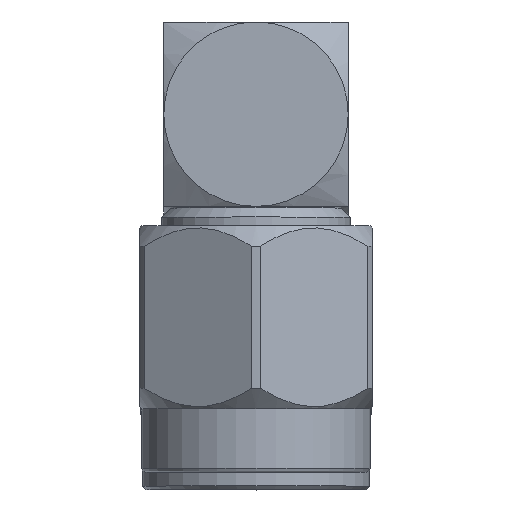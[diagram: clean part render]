
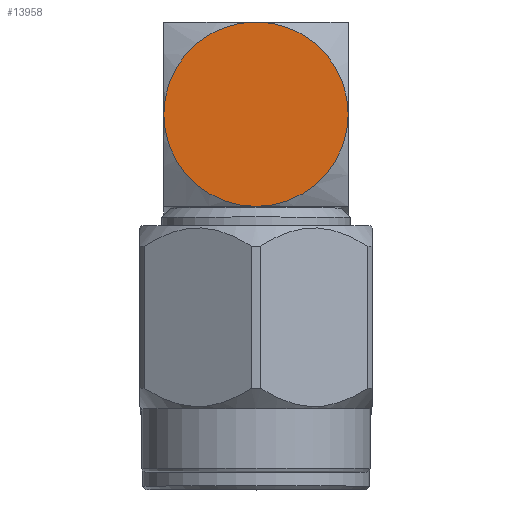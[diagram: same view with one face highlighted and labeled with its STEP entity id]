
A CAD part, top view. The second image highlights one B-rep face of the part: STEP entity #13958.
In plain terms, the highlighted face is planar.
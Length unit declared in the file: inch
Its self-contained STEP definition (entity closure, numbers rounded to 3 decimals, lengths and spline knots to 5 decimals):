
#134 = ORIENTED_EDGE ( 'NONE', *, *, #14931, .T. ) ;
#1879 = CIRCLE ( 'NONE', #14932, 0.125 ) ;
#1893 = VERTEX_POINT ( 'NONE', #12356 ) ;
#3115 = AXIS2_PLACEMENT_3D ( 'NONE', #18719, #5580, #10161 ) ;
#4028 = AXIS2_PLACEMENT_3D ( 'NONE', #12943, #18884, #8683 ) ;
#4159 = ORIENTED_EDGE ( 'NONE', *, *, #15407, .T. ) ;
#4374 = CIRCLE ( 'NONE', #3115, 0.125 ) ;
#5580 = DIRECTION ( 'NONE',  ( -1., 0., 0. ) ) ;
#6100 = VERTEX_POINT ( 'NONE', #7614 ) ;
#7021 = PLANE ( 'NONE',  #4028 ) ;
#7614 = CARTESIAN_POINT ( 'NONE',  ( -0.125, -0.48523, 0.125 ) ) ;
#8683 = DIRECTION ( 'NONE',  ( 0., 0., 1. ) ) ;
#9151 = CARTESIAN_POINT ( 'NONE',  ( -0.125, -0.48523, 0. ) ) ;
#10161 = DIRECTION ( 'NONE',  ( 0., 0., 1. ) ) ;
#10709 = DIRECTION ( 'NONE',  ( -1., 0., 0. ) ) ;
#11551 = EDGE_LOOP ( 'NONE', ( #4159, #134 ) ) ;
#12356 = CARTESIAN_POINT ( 'NONE',  ( -0.125, -0.48523, -0.125 ) ) ;
#12943 = CARTESIAN_POINT ( 'NONE',  ( -0.125, -0.36023, -0.125 ) ) ;
#13958 = ADVANCED_FACE ( 'NONE', ( #19179 ), #7021, .T. ) ;
#14931 = EDGE_CURVE ( 'NONE', #6100, #1893, #4374, .T. ) ;
#14932 = AXIS2_PLACEMENT_3D ( 'NONE', #9151, #10709, #16800 ) ;
#15407 = EDGE_CURVE ( 'NONE', #1893, #6100, #1879, .T. ) ;
#16800 = DIRECTION ( 'NONE',  ( 0., 0., 1. ) ) ;
#18719 = CARTESIAN_POINT ( 'NONE',  ( -0.125, -0.48523, 0. ) ) ;
#18884 = DIRECTION ( 'NONE',  ( -1., 0., 0. ) ) ;
#19179 = FACE_OUTER_BOUND ( 'NONE', #11551, .T. ) ;
